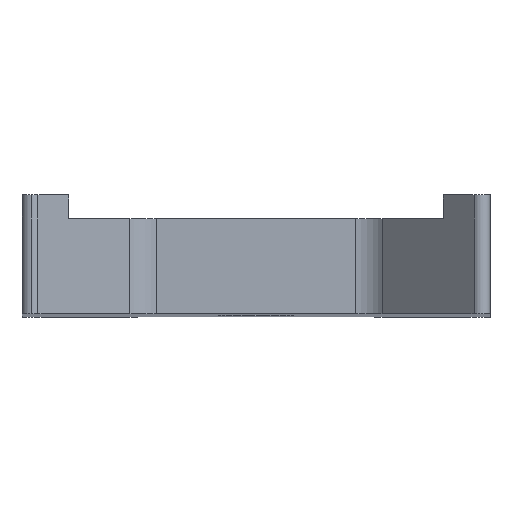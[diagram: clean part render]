
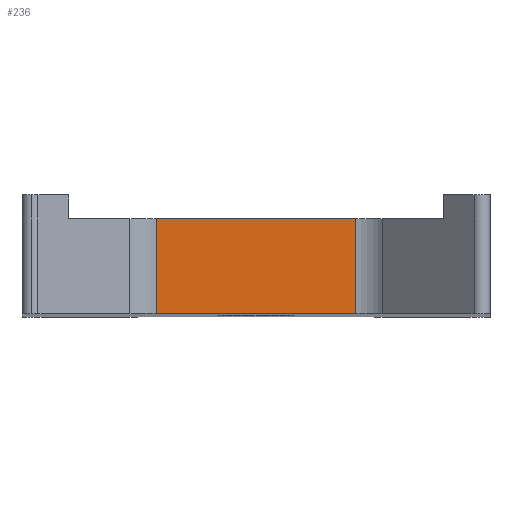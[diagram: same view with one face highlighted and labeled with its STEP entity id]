
A CAD part, top view. The second image highlights one B-rep face of the part: STEP entity #236.
In plain terms, the highlighted planar face has unit normal (0, 0, 1).
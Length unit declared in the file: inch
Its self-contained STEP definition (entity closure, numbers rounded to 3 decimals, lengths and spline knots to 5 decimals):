
#54 = CARTESIAN_POINT ( 'NONE',  ( 0.28262, 0.2, 9.74803 ) ) ;
#88 = VERTEX_POINT ( 'NONE', #194 ) ;
#89 = EDGE_CURVE ( 'NONE', #528, #705, #269, .T. ) ;
#101 = EDGE_CURVE ( 'NONE', #359, #705, #354, .T. ) ;
#113 = EDGE_CURVE ( 'NONE', #88, #359, #823, .T. ) ;
#125 = FACE_OUTER_BOUND ( 'NONE', #158, .T. ) ;
#132 = PLANE ( 'NONE',  #530 ) ;
#158 = EDGE_LOOP ( 'NONE', ( #716, #363, #594, #516 ) ) ;
#194 = CARTESIAN_POINT ( 'NONE',  ( 0.70164, 0.2, 9.74803 ) ) ;
#236 = ADVANCED_FACE ( 'NONE', ( #125 ), #132, .T. ) ;
#269 = LINE ( 'NONE', #862, #714 ) ;
#341 = DIRECTION ( 'NONE',  ( 0., -1., 0. ) ) ;
#344 = CARTESIAN_POINT ( 'NONE',  ( 0.70164, 4.67414, 9.74803 ) ) ;
#349 = CARTESIAN_POINT ( 'NONE',  ( 0., 4.67414, 9.74803 ) ) ;
#354 = LINE ( 'NONE', #412, #887 ) ;
#359 = VERTEX_POINT ( 'NONE', #643 ) ;
#363 = ORIENTED_EDGE ( 'NONE', *, *, #712, .T. ) ;
#412 = CARTESIAN_POINT ( 'NONE',  ( 0., 0., 9.74803 ) ) ;
#418 = DIRECTION ( 'NONE',  ( 0., 0., 1. ) ) ;
#431 = VECTOR ( 'NONE', #774, 39.37008 ) ;
#441 = CARTESIAN_POINT ( 'NONE',  ( 0.28262, 0., 9.74803 ) ) ;
#516 = ORIENTED_EDGE ( 'NONE', *, *, #101, .F. ) ;
#528 = VERTEX_POINT ( 'NONE', #54 ) ;
#530 = AXIS2_PLACEMENT_3D ( 'NONE', #349, #418, #881 ) ;
#594 = ORIENTED_EDGE ( 'NONE', *, *, #89, .T. ) ;
#637 = LINE ( 'NONE', #829, #431 ) ;
#643 = CARTESIAN_POINT ( 'NONE',  ( 0.70164, 0., 9.74803 ) ) ;
#676 = DIRECTION ( 'NONE',  ( -1., 0., 0. ) ) ;
#705 = VERTEX_POINT ( 'NONE', #441 ) ;
#712 = EDGE_CURVE ( 'NONE', #88, #528, #637, .T. ) ;
#714 = VECTOR ( 'NONE', #341, 39.37008 ) ;
#716 = ORIENTED_EDGE ( 'NONE', *, *, #113, .F. ) ;
#774 = DIRECTION ( 'NONE',  ( -1., 0., 0. ) ) ;
#809 = DIRECTION ( 'NONE',  ( 0., -1., 0. ) ) ;
#823 = LINE ( 'NONE', #344, #864 ) ;
#829 = CARTESIAN_POINT ( 'NONE',  ( 0., 0.2, 9.74803 ) ) ;
#862 = CARTESIAN_POINT ( 'NONE',  ( 0.28262, 4.67414, 9.74803 ) ) ;
#864 = VECTOR ( 'NONE', #809, 39.37008 ) ;
#881 = DIRECTION ( 'NONE',  ( 1., 0., 0. ) ) ;
#887 = VECTOR ( 'NONE', #676, 39.37008 ) ;
